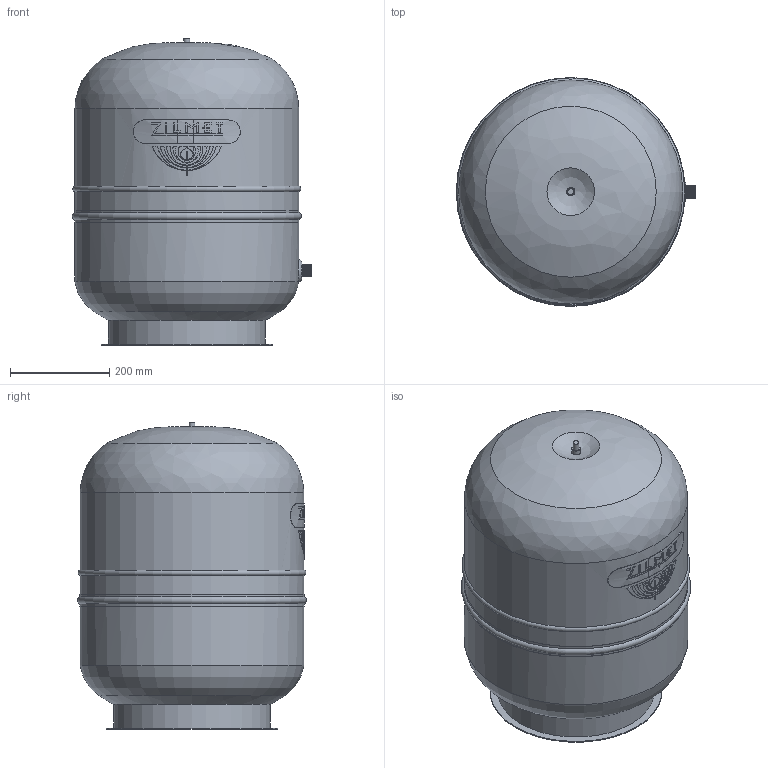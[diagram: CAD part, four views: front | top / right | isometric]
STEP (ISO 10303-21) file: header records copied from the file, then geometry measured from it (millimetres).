
FILE_DESCRIPTION(/* description */ (''),/* implementation_level */ '2;1');
FILE_NAME(/* name */ '03_CAL-PRO 80L 6bar_13000080001.stp',/* time_stamp */ '2019-08-22T11:05:35+03:00',/* author */ ('shkarinov'),/* organization */ (''),/* preprocessor_version */ 'ST-DEVELOPER v16.5',/* originating_system */ 'Autodesk Inventor 2017',/* authorisation */ '');
FILE_SCHEMA (('AUTOMOTIVE_DESIGN { 1 0 10303 214 3 1 1 }'));
Length unit declared in the file: inch
Products named in the file (1): 03_CAL-PRO 80L 6bar_13000080001
Bounding box: 481.85 x 460.84 x 616.27 mm (x, y, z)
Volume: 82925404.2 mm3; surface area: 1144744.9 mm2
Topology: 2 solids, 5 shells, 191 faces, 523 edges, 340 vertices
Faces by surface type: plane 91, cylinder 69, torus 22, bspline 7, cone 2
Full cylindrical faces by diameter (mm): 12 x1, 17 x1, 20 x1, 311 x1, 315 x1, 345 x1, 450 x2, 451 x3
Entity records: 7880 total; most frequent: CARTESIAN_POINT 3076, ORIENTED_EDGE 970, DIRECTION 880, EDGE_CURVE 482, AXIS2_PLACEMENT_3D 336, VERTEX_POINT 335, EDGE_LOOP 250, LINE 208
